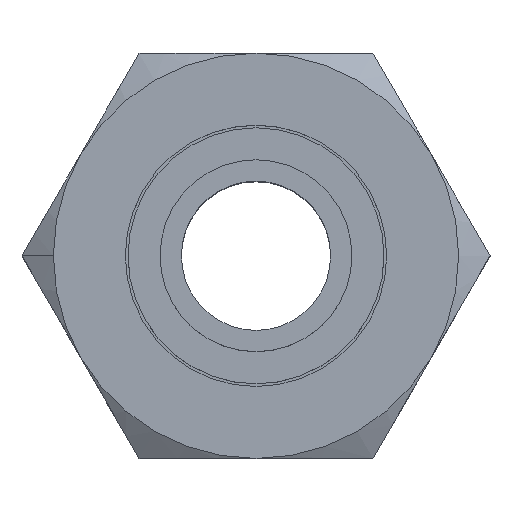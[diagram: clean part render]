
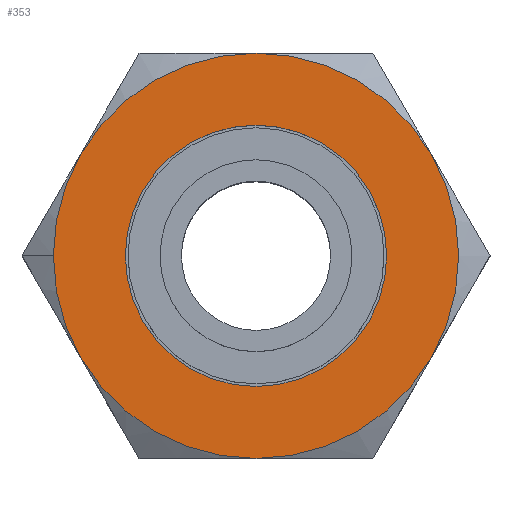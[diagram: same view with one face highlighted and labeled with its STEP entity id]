
A CAD part, top view. The second image highlights one B-rep face of the part: STEP entity #353.
In plain terms, the highlighted planar face has unit normal (0, 0, 1).
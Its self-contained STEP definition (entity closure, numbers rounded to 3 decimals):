
#333 = ORIENTED_EDGE ( 'NONE', *, *, #639, .T. ) ;
#334 = ORIENTED_EDGE ( 'NONE', *, *, #650, .T. ) ;
#335 = ORIENTED_EDGE ( 'NONE', *, *, #619, .T. ) ;
#341 = EDGE_LOOP ( 'NONE', ( #350, #349, #351, #352, #333, #334, #335 ) ) ;
#342 = EDGE_LOOP ( 'NONE', ( #343, #344 ) ) ;
#343 = ORIENTED_EDGE ( 'NONE', *, *, #348, .F. ) ;
#344 = ORIENTED_EDGE ( 'NONE', *, *, #551, .F. ) ;
#348 = EDGE_CURVE ( 'NONE', #552, #555, #1076, .T. ) ;
#349 = ORIENTED_EDGE ( 'NONE', *, *, #428, .T. ) ;
#350 = ORIENTED_EDGE ( 'NONE', *, *, #635, .T. ) ;
#351 = ORIENTED_EDGE ( 'NONE', *, *, #613, .T. ) ;
#352 = ORIENTED_EDGE ( 'NONE', *, *, #580, .T. ) ;
#353 = ADVANCED_FACE ( 'NONE', ( #1067, #1066 ), #1065, .F. ) ;
#428 = EDGE_CURVE ( 'NONE', #624, #636, #1180, .T. ) ;
#551 = EDGE_CURVE ( 'NONE', #555, #552, #1328, .T. ) ;
#552 = VERTEX_POINT ( 'NONE', #1323 ) ;
#555 = VERTEX_POINT ( 'NONE', #1383 ) ;
#580 = EDGE_CURVE ( 'NONE', #606, #581, #1394, .T. ) ;
#581 = VERTEX_POINT ( 'NONE', #1389 ) ;
#606 = VERTEX_POINT ( 'NONE', #1474 ) ;
#613 = EDGE_CURVE ( 'NONE', #636, #606, #1455, .T. ) ;
#619 = EDGE_CURVE ( 'NONE', #634, #628, #1500, .T. ) ;
#624 = VERTEX_POINT ( 'NONE', #1530 ) ;
#628 = VERTEX_POINT ( 'NONE', #1515 ) ;
#634 = VERTEX_POINT ( 'NONE', #1562 ) ;
#635 = EDGE_CURVE ( 'NONE', #628, #624, #1554, .T. ) ;
#636 = VERTEX_POINT ( 'NONE', #1555 ) ;
#639 = EDGE_CURVE ( 'NONE', #581, #651, #1547, .T. ) ;
#650 = EDGE_CURVE ( 'NONE', #651, #634, #1589, .T. ) ;
#651 = VERTEX_POINT ( 'NONE', #1581 ) ;
#1060 = DIRECTION ( 'NONE',  ( -1., 0., 0. ) ) ;
#1061 = DIRECTION ( 'NONE',  ( 0., 0., -1. ) ) ;
#1062 = AXIS2_PLACEMENT_3D ( 'NONE', #1064, #1061, #1060 ) ;
#1064 = CARTESIAN_POINT ( 'NONE',  ( 0., 19., 9. ) ) ;
#1065 = PLANE ( 'NONE',  #1062 ) ;
#1066 = FACE_OUTER_BOUND ( 'NONE', #341, .T. ) ;
#1067 = FACE_BOUND ( 'NONE', #342, .T. ) ;
#1068 = DIRECTION ( 'NONE',  ( 1., 0., 0. ) ) ;
#1069 = DIRECTION ( 'NONE',  ( 0., 0., 1. ) ) ;
#1070 = CARTESIAN_POINT ( 'NONE',  ( 0., 0., 9. ) ) ;
#1071 = AXIS2_PLACEMENT_3D ( 'NONE', #1070, #1069, #1068 ) ;
#1076 = CIRCLE ( 'NONE', #1071, 12.25 ) ;
#1176 = DIRECTION ( 'NONE',  ( 1., 0., 0. ) ) ;
#1177 = DIRECTION ( 'NONE',  ( 0., 0., 1. ) ) ;
#1178 = CARTESIAN_POINT ( 'NONE',  ( 0., 0., 9. ) ) ;
#1179 = AXIS2_PLACEMENT_3D ( 'NONE', #1178, #1177, #1176 ) ;
#1180 = CIRCLE ( 'NONE', #1179, 19. ) ;
#1323 = CARTESIAN_POINT ( 'NONE',  ( 12.25, 0., 9. ) ) ;
#1324 = DIRECTION ( 'NONE',  ( 1., 0., 0. ) ) ;
#1325 = DIRECTION ( 'NONE',  ( 0., 0., 1. ) ) ;
#1326 = CARTESIAN_POINT ( 'NONE',  ( 0., 0., 9. ) ) ;
#1327 = AXIS2_PLACEMENT_3D ( 'NONE', #1326, #1325, #1324 ) ;
#1328 = CIRCLE ( 'NONE', #1327, 12.25 ) ;
#1383 = CARTESIAN_POINT ( 'NONE',  ( -12.25, 0., 9. ) ) ;
#1389 = CARTESIAN_POINT ( 'NONE',  ( -16.454, -9.5, 9. ) ) ;
#1390 = DIRECTION ( 'NONE',  ( 1., 0., 0. ) ) ;
#1391 = DIRECTION ( 'NONE',  ( 0., 0., 1. ) ) ;
#1392 = CARTESIAN_POINT ( 'NONE',  ( 0., 0., 9. ) ) ;
#1393 = AXIS2_PLACEMENT_3D ( 'NONE', #1392, #1391, #1390 ) ;
#1394 = CIRCLE ( 'NONE', #1393, 19. ) ;
#1451 = DIRECTION ( 'NONE',  ( 1., 0., 0. ) ) ;
#1452 = DIRECTION ( 'NONE',  ( 0., 0., 1. ) ) ;
#1453 = CARTESIAN_POINT ( 'NONE',  ( 0., 0., 9. ) ) ;
#1454 = AXIS2_PLACEMENT_3D ( 'NONE', #1453, #1452, #1451 ) ;
#1455 = CIRCLE ( 'NONE', #1454, 19. ) ;
#1474 = CARTESIAN_POINT ( 'NONE',  ( -19., 0., 9. ) ) ;
#1487 = DIRECTION ( 'NONE',  ( 1., 0., 0. ) ) ;
#1488 = DIRECTION ( 'NONE',  ( 0., 0., 1. ) ) ;
#1499 = AXIS2_PLACEMENT_3D ( 'NONE', #1502, #1488, #1487 ) ;
#1500 = CIRCLE ( 'NONE', #1499, 19. ) ;
#1502 = CARTESIAN_POINT ( 'NONE',  ( 0., 0., 9. ) ) ;
#1515 = CARTESIAN_POINT ( 'NONE',  ( 16.454, 9.5, 9. ) ) ;
#1530 = CARTESIAN_POINT ( 'NONE',  ( 0., 19., 9. ) ) ;
#1535 = AXIS2_PLACEMENT_3D ( 'NONE', #1584, #1583, #1582 ) ;
#1543 = DIRECTION ( 'NONE',  ( 1., 0., 0. ) ) ;
#1544 = DIRECTION ( 'NONE',  ( 0., 0., 1. ) ) ;
#1545 = CARTESIAN_POINT ( 'NONE',  ( 0., 0., 9. ) ) ;
#1546 = AXIS2_PLACEMENT_3D ( 'NONE', #1545, #1544, #1543 ) ;
#1547 = CIRCLE ( 'NONE', #1546, 19. ) ;
#1550 = DIRECTION ( 'NONE',  ( 1., 0., 0. ) ) ;
#1551 = DIRECTION ( 'NONE',  ( 0., 0., 1. ) ) ;
#1552 = CARTESIAN_POINT ( 'NONE',  ( 0., 0., 9. ) ) ;
#1553 = AXIS2_PLACEMENT_3D ( 'NONE', #1552, #1551, #1550 ) ;
#1554 = CIRCLE ( 'NONE', #1553, 19. ) ;
#1555 = CARTESIAN_POINT ( 'NONE',  ( -16.454, 9.5, 9. ) ) ;
#1562 = CARTESIAN_POINT ( 'NONE',  ( 16.454, -9.5, 9. ) ) ;
#1581 = CARTESIAN_POINT ( 'NONE',  ( 0., -19., 9. ) ) ;
#1582 = DIRECTION ( 'NONE',  ( 1., 0., 0. ) ) ;
#1583 = DIRECTION ( 'NONE',  ( 0., 0., 1. ) ) ;
#1584 = CARTESIAN_POINT ( 'NONE',  ( 0., 0., 9. ) ) ;
#1589 = CIRCLE ( 'NONE', #1535, 19. ) ;
